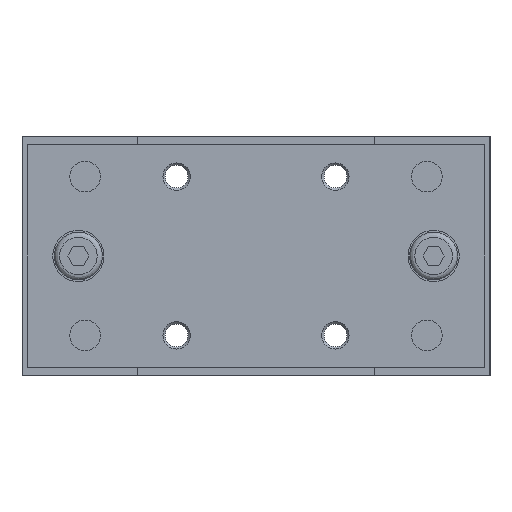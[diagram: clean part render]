
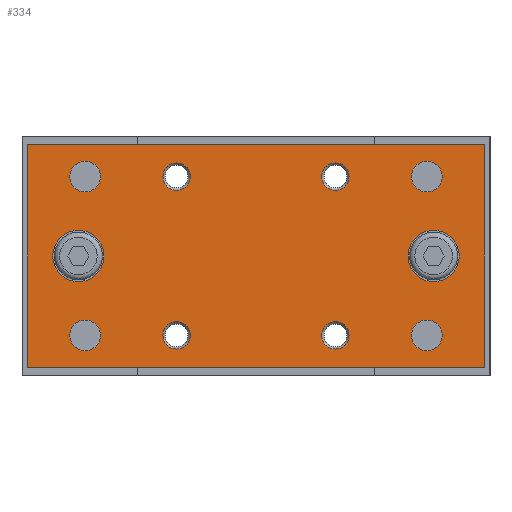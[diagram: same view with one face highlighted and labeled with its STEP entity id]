
A CAD part, left-side view. The second image highlights one B-rep face of the part: STEP entity #334.
In plain terms, the highlighted planar face has unit normal (-1, 0, 0).
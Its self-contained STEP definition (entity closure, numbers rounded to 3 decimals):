
#334 = ADVANCED_FACE( '', ( #849, #850, #851, #852, #853, #854, #855, #856, #857, #858, #859 ), #860, .F. );
#849 = FACE_BOUND( '', #1626, .T. );
#850 = FACE_BOUND( '', #1627, .T. );
#851 = FACE_BOUND( '', #1628, .T. );
#852 = FACE_BOUND( '', #1629, .T. );
#853 = FACE_BOUND( '', #1630, .T. );
#854 = FACE_BOUND( '', #1631, .T. );
#855 = FACE_BOUND( '', #1632, .T. );
#856 = FACE_BOUND( '', #1633, .T. );
#857 = FACE_BOUND( '', #1634, .T. );
#858 = FACE_BOUND( '', #1635, .T. );
#859 = FACE_OUTER_BOUND( '', #1636, .T. );
#860 = PLANE( '', #1637 );
#1626 = EDGE_LOOP( '', ( #2574 ) );
#1627 = EDGE_LOOP( '', ( #2575 ) );
#1628 = EDGE_LOOP( '', ( #2576 ) );
#1629 = EDGE_LOOP( '', ( #2577 ) );
#1630 = EDGE_LOOP( '', ( #2578 ) );
#1631 = EDGE_LOOP( '', ( #2579 ) );
#1632 = EDGE_LOOP( '', ( #2580 ) );
#1633 = EDGE_LOOP( '', ( #2581 ) );
#1634 = EDGE_LOOP( '', ( #2582 ) );
#1635 = EDGE_LOOP( '', ( #2583 ) );
#1636 = EDGE_LOOP( '', ( #2584, #2585, #2586, #2587 ) );
#1637 = AXIS2_PLACEMENT_3D( '', #2588, #2589, #2590 );
#2574 = ORIENTED_EDGE( '', *, *, #4209, .F. );
#2575 = ORIENTED_EDGE( '', *, *, #4181, .F. );
#2576 = ORIENTED_EDGE( '', *, *, #4210, .T. );
#2577 = ORIENTED_EDGE( '', *, *, #4073, .T. );
#2578 = ORIENTED_EDGE( '', *, *, #4110, .T. );
#2579 = ORIENTED_EDGE( '', *, *, #4211, .T. );
#2580 = ORIENTED_EDGE( '', *, *, #4212, .T. );
#2581 = ORIENTED_EDGE( '', *, *, #4213, .T. );
#2582 = ORIENTED_EDGE( '', *, *, #4164, .T. );
#2583 = ORIENTED_EDGE( '', *, *, #4214, .T. );
#2584 = ORIENTED_EDGE( '', *, *, #4144, .T. );
#2585 = ORIENTED_EDGE( '', *, *, #4215, .F. );
#2586 = ORIENTED_EDGE( '', *, *, #4158, .F. );
#2587 = ORIENTED_EDGE( '', *, *, #4216, .T. );
#2588 = CARTESIAN_POINT( '', ( -111., 67., 32.5 ) );
#2589 = DIRECTION( '', ( 1., 0., 0. ) );
#2590 = DIRECTION( '', ( 0., 0., -1. ) );
#4073 = EDGE_CURVE( '', #4805, #4805, #4806, .T. );
#4110 = EDGE_CURVE( '', #4870, #4870, #4871, .T. );
#4144 = EDGE_CURVE( '', #4926, #4927, #4928, .T. );
#4158 = EDGE_CURVE( '', #4950, #4951, #4952, .T. );
#4164 = EDGE_CURVE( '', #4961, #4961, #4962, .T. );
#4181 = EDGE_CURVE( '', #4988, #4988, #4989, .F. );
#4209 = EDGE_CURVE( '', #5032, #5032, #5033, .F. );
#4210 = EDGE_CURVE( '', #5034, #5034, #5035, .T. );
#4211 = EDGE_CURVE( '', #5036, #5036, #5037, .T. );
#4212 = EDGE_CURVE( '', #5038, #5038, #5039, .T. );
#4213 = EDGE_CURVE( '', #5040, #5040, #5041, .T. );
#4214 = EDGE_CURVE( '', #5042, #5042, #5043, .T. );
#4215 = EDGE_CURVE( '', #4951, #4927, #5044, .T. );
#4216 = EDGE_CURVE( '', #4950, #4926, #5045, .T. );
#4805 = VERTEX_POINT( '', #5845 );
#4806 = CIRCLE( '', #5846, 4. );
#4870 = VERTEX_POINT( '', #5924 );
#4871 = CIRCLE( '', #5925, 4.5 );
#4926 = VERTEX_POINT( '', #5998 );
#4927 = VERTEX_POINT( '', #5999 );
#4928 = LINE( '', #6000, #6001 );
#4950 = VERTEX_POINT( '', #6033 );
#4951 = VERTEX_POINT( '', #6034 );
#4952 = LINE( '', #6035, #6036 );
#4961 = VERTEX_POINT( '', #6048 );
#4962 = CIRCLE( '', #6049, 4.5 );
#4988 = VERTEX_POINT( '', #6079 );
#4989 = CIRCLE( '', #6080, 7.5 );
#5032 = VERTEX_POINT( '', #6134 );
#5033 = CIRCLE( '', #6135, 7.5 );
#5034 = VERTEX_POINT( '', #6136 );
#5035 = CIRCLE( '', #6137, 4. );
#5036 = VERTEX_POINT( '', #6138 );
#5037 = CIRCLE( '', #6139, 4.5 );
#5038 = VERTEX_POINT( '', #6140 );
#5039 = CIRCLE( '', #6141, 4. );
#5040 = VERTEX_POINT( '', #6142 );
#5041 = CIRCLE( '', #6143, 4. );
#5042 = VERTEX_POINT( '', #6144 );
#5043 = CIRCLE( '', #6145, 4.5 );
#5044 = LINE( '', #6146, #6147 );
#5045 = LINE( '', #6148, #6149 );
#5845 = CARTESIAN_POINT( '', ( -111., 23.25, -27.25 ) );
#5846 = AXIS2_PLACEMENT_3D( '', #7115, #7116, #7117 );
#5924 = CARTESIAN_POINT( '', ( -111., -50., -27.75 ) );
#5925 = AXIS2_PLACEMENT_3D( '', #7171, #7172, #7173 );
#5998 = CARTESIAN_POINT( '', ( -111., 67., -32.5 ) );
#5999 = CARTESIAN_POINT( '', ( -111., -67., -32.5 ) );
#6000 = CARTESIAN_POINT( '', ( -111., 67., -32.5 ) );
#6001 = VECTOR( '', #7210, 1000. );
#6033 = CARTESIAN_POINT( '', ( -111., 67., 32.5 ) );
#6034 = CARTESIAN_POINT( '', ( -111., -67., 32.5 ) );
#6035 = CARTESIAN_POINT( '', ( -111., 67., 32.5 ) );
#6036 = VECTOR( '', #7221, 1000. );
#6048 = CARTESIAN_POINT( '', ( -111., -50., 18.75 ) );
#6049 = AXIS2_PLACEMENT_3D( '', #7228, #7229, #7230 );
#6079 = CARTESIAN_POINT( '', ( -111., 52., -7.5 ) );
#6080 = AXIS2_PLACEMENT_3D( '', #7253, #7254, #7255 );
#6134 = CARTESIAN_POINT( '', ( -111., -52., -7.5 ) );
#6135 = AXIS2_PLACEMENT_3D( '', #7288, #7289, #7290 );
#6136 = CARTESIAN_POINT( '', ( -111., -23.25, -27.25 ) );
#6137 = AXIS2_PLACEMENT_3D( '', #7291, #7292, #7293 );
#6138 = CARTESIAN_POINT( '', ( -111., 50., -27.75 ) );
#6139 = AXIS2_PLACEMENT_3D( '', #7294, #7295, #7296 );
#6140 = CARTESIAN_POINT( '', ( -111., -23.25, 19.25 ) );
#6141 = AXIS2_PLACEMENT_3D( '', #7297, #7298, #7299 );
#6142 = CARTESIAN_POINT( '', ( -111., 23.25, 19.25 ) );
#6143 = AXIS2_PLACEMENT_3D( '', #7300, #7301, #7302 );
#6144 = CARTESIAN_POINT( '', ( -111., 50., 18.75 ) );
#6145 = AXIS2_PLACEMENT_3D( '', #7303, #7304, #7305 );
#6146 = CARTESIAN_POINT( '', ( -111., -67., 32.5 ) );
#6147 = VECTOR( '', #7306, 1000. );
#6148 = CARTESIAN_POINT( '', ( -111., 67., 32.5 ) );
#6149 = VECTOR( '', #7307, 1000. );
#7115 = CARTESIAN_POINT( '', ( -111., 23.25, -23.25 ) );
#7116 = DIRECTION( '', ( 1., 0., 0. ) );
#7117 = DIRECTION( '', ( 0., 0., -1. ) );
#7171 = CARTESIAN_POINT( '', ( -111., -50., -23.25 ) );
#7172 = DIRECTION( '', ( 1., 0., 0. ) );
#7173 = DIRECTION( '', ( 0., 0., -1. ) );
#7210 = DIRECTION( '', ( 0., -1., 0. ) );
#7221 = DIRECTION( '', ( 0., -1., 0. ) );
#7228 = CARTESIAN_POINT( '', ( -111., -50., 23.25 ) );
#7229 = DIRECTION( '', ( 1., 0., 0. ) );
#7230 = DIRECTION( '', ( 0., 0., -1. ) );
#7253 = CARTESIAN_POINT( '', ( -111., 52., 0. ) );
#7254 = DIRECTION( '', ( 1., 0., 0. ) );
#7255 = DIRECTION( '', ( 0., 0., -1. ) );
#7288 = CARTESIAN_POINT( '', ( -111., -52., 0. ) );
#7289 = DIRECTION( '', ( 1., 0., 0. ) );
#7290 = DIRECTION( '', ( 0., 0., -1. ) );
#7291 = CARTESIAN_POINT( '', ( -111., -23.25, -23.25 ) );
#7292 = DIRECTION( '', ( 1., 0., 0. ) );
#7293 = DIRECTION( '', ( 0., 0., -1. ) );
#7294 = CARTESIAN_POINT( '', ( -111., 50., -23.25 ) );
#7295 = DIRECTION( '', ( 1., 0., 0. ) );
#7296 = DIRECTION( '', ( 0., 0., -1. ) );
#7297 = CARTESIAN_POINT( '', ( -111., -23.25, 23.25 ) );
#7298 = DIRECTION( '', ( 1., 0., 0. ) );
#7299 = DIRECTION( '', ( 0., 0., -1. ) );
#7300 = CARTESIAN_POINT( '', ( -111., 23.25, 23.25 ) );
#7301 = DIRECTION( '', ( 1., 0., 0. ) );
#7302 = DIRECTION( '', ( 0., 0., -1. ) );
#7303 = CARTESIAN_POINT( '', ( -111., 50., 23.25 ) );
#7304 = DIRECTION( '', ( 1., 0., 0. ) );
#7305 = DIRECTION( '', ( 0., 0., -1. ) );
#7306 = DIRECTION( '', ( 0., 0., -1. ) );
#7307 = DIRECTION( '', ( 0., 0., -1. ) );
